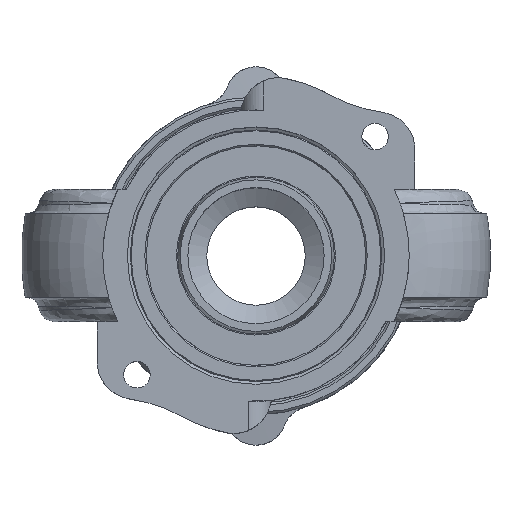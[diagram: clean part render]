
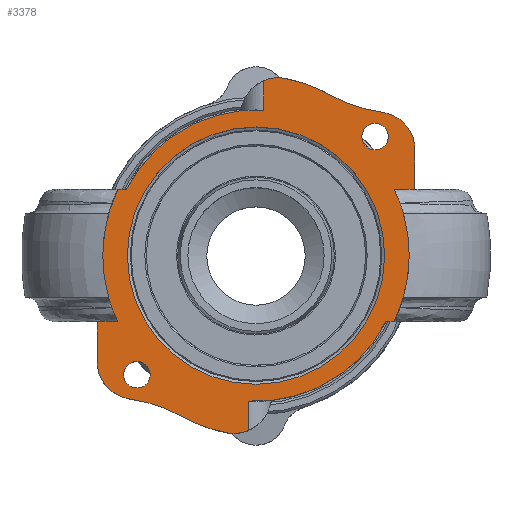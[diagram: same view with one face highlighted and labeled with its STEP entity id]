
A CAD part, top view. The second image highlights one B-rep face of the part: STEP entity #3378.
In plain terms, the highlighted planar face has unit normal (0, 0, 1).
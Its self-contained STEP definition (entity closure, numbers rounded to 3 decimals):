
#233=FACE_BOUND('',#526,.T.);
#234=FACE_BOUND('',#527,.T.);
#235=FACE_BOUND('',#528,.T.);
#260=PLANE('',#3780);
#337=FACE_OUTER_BOUND('',#525,.T.);
#525=EDGE_LOOP('',(#2199,#2200,#2201,#2202,#2203,#2204,#2205,#2206,#2207,
#2208,#2209,#2210,#2211,#2212,#2213,#2214,#2215,#2216,#2217,#2218,#2219,
#2220,#2221,#2222));
#526=EDGE_LOOP('',(#2223));
#527=EDGE_LOOP('',(#2224));
#528=EDGE_LOOP('',(#2225,#2226));
#739=LINE('',#5388,#894);
#740=LINE('',#5392,#895);
#741=LINE('',#5396,#896);
#742=LINE('',#5398,#897);
#743=LINE('',#5407,#898);
#744=LINE('',#5409,#899);
#745=LINE('',#5413,#900);
#746=LINE('',#5417,#901);
#747=LINE('',#5419,#902);
#748=LINE('',#5428,#903);
#894=VECTOR('',#4245,10.);
#895=VECTOR('',#4248,10.);
#896=VECTOR('',#4251,10.);
#897=VECTOR('',#4252,10.);
#898=VECTOR('',#4261,10.);
#899=VECTOR('',#4262,10.);
#900=VECTOR('',#4265,10.);
#901=VECTOR('',#4268,10.);
#902=VECTOR('',#4269,10.);
#903=VECTOR('',#4278,10.);
#1031=CIRCLE('',#3740,1.75);
#1033=CIRCLE('',#3743,1.75);
#1044=CIRCLE('',#3759,17.);
#1045=CIRCLE('',#3760,17.);
#1054=CIRCLE('',#3774,19.247);
#1059=CIRCLE('',#3781,19.247);
#1060=CIRCLE('',#3782,20.25);
#1061=CIRCLE('',#3783,22.);
#1062=CIRCLE('',#3784,5.);
#1063=CIRCLE('',#3785,20.);
#1064=CIRCLE('',#3786,20.);
#1065=CIRCLE('',#3787,5.);
#1066=CIRCLE('',#3788,20.25);
#1067=CIRCLE('',#3789,22.);
#1068=CIRCLE('',#3790,5.);
#1069=CIRCLE('',#3791,20.);
#1070=CIRCLE('',#3792,20.);
#1071=CIRCLE('',#3793,5.);
#1253=VERTEX_POINT('',#5092);
#1255=VERTEX_POINT('',#5098);
#1266=VERTEX_POINT('',#5129);
#1267=VERTEX_POINT('',#5130);
#1289=VERTEX_POINT('',#5252);
#1290=VERTEX_POINT('',#5254);
#1306=VERTEX_POINT('',#5384);
#1307=VERTEX_POINT('',#5385);
#1308=VERTEX_POINT('',#5387);
#1309=VERTEX_POINT('',#5389);
#1310=VERTEX_POINT('',#5391);
#1311=VERTEX_POINT('',#5393);
#1312=VERTEX_POINT('',#5395);
#1313=VERTEX_POINT('',#5397);
#1314=VERTEX_POINT('',#5399);
#1315=VERTEX_POINT('',#5401);
#1316=VERTEX_POINT('',#5403);
#1317=VERTEX_POINT('',#5405);
#1318=VERTEX_POINT('',#5408);
#1319=VERTEX_POINT('',#5410);
#1320=VERTEX_POINT('',#5412);
#1321=VERTEX_POINT('',#5414);
#1322=VERTEX_POINT('',#5416);
#1323=VERTEX_POINT('',#5418);
#1324=VERTEX_POINT('',#5420);
#1325=VERTEX_POINT('',#5422);
#1326=VERTEX_POINT('',#5424);
#1327=VERTEX_POINT('',#5426);
#1601=EDGE_CURVE('',#1253,#1253,#1031,.T.);
#1604=EDGE_CURVE('',#1255,#1255,#1033,.T.);
#1619=EDGE_CURVE('',#1266,#1267,#1044,.T.);
#1620=EDGE_CURVE('',#1267,#1266,#1045,.T.);
#1647=EDGE_CURVE('',#1289,#1290,#1054,.T.);
#1665=EDGE_CURVE('',#1306,#1307,#1059,.T.);
#1666=EDGE_CURVE('',#1308,#1306,#739,.T.);
#1667=EDGE_CURVE('',#1309,#1308,#1060,.T.);
#1668=EDGE_CURVE('',#1309,#1310,#740,.T.);
#1669=EDGE_CURVE('',#1311,#1310,#1061,.T.);
#1670=EDGE_CURVE('',#1311,#1312,#741,.T.);
#1671=EDGE_CURVE('',#1312,#1313,#742,.T.);
#1672=EDGE_CURVE('',#1313,#1314,#1062,.T.);
#1673=EDGE_CURVE('',#1314,#1315,#1063,.T.);
#1674=EDGE_CURVE('',#1315,#1316,#1064,.T.);
#1675=EDGE_CURVE('',#1316,#1317,#1065,.T.);
#1676=EDGE_CURVE('',#1290,#1317,#743,.T.);
#1677=EDGE_CURVE('',#1318,#1289,#744,.T.);
#1678=EDGE_CURVE('',#1319,#1318,#1066,.T.);
#1679=EDGE_CURVE('',#1319,#1320,#745,.T.);
#1680=EDGE_CURVE('',#1321,#1320,#1067,.T.);
#1681=EDGE_CURVE('',#1321,#1322,#746,.T.);
#1682=EDGE_CURVE('',#1322,#1323,#747,.T.);
#1683=EDGE_CURVE('',#1323,#1324,#1068,.T.);
#1684=EDGE_CURVE('',#1324,#1325,#1069,.T.);
#1685=EDGE_CURVE('',#1325,#1326,#1070,.T.);
#1686=EDGE_CURVE('',#1326,#1327,#1071,.T.);
#1687=EDGE_CURVE('',#1307,#1327,#748,.T.);
#2199=ORIENTED_EDGE('',*,*,#1665,.F.);
#2200=ORIENTED_EDGE('',*,*,#1666,.F.);
#2201=ORIENTED_EDGE('',*,*,#1667,.F.);
#2202=ORIENTED_EDGE('',*,*,#1668,.T.);
#2203=ORIENTED_EDGE('',*,*,#1669,.F.);
#2204=ORIENTED_EDGE('',*,*,#1670,.T.);
#2205=ORIENTED_EDGE('',*,*,#1671,.T.);
#2206=ORIENTED_EDGE('',*,*,#1672,.T.);
#2207=ORIENTED_EDGE('',*,*,#1673,.T.);
#2208=ORIENTED_EDGE('',*,*,#1674,.T.);
#2209=ORIENTED_EDGE('',*,*,#1675,.T.);
#2210=ORIENTED_EDGE('',*,*,#1676,.F.);
#2211=ORIENTED_EDGE('',*,*,#1647,.F.);
#2212=ORIENTED_EDGE('',*,*,#1677,.F.);
#2213=ORIENTED_EDGE('',*,*,#1678,.F.);
#2214=ORIENTED_EDGE('',*,*,#1679,.T.);
#2215=ORIENTED_EDGE('',*,*,#1680,.F.);
#2216=ORIENTED_EDGE('',*,*,#1681,.T.);
#2217=ORIENTED_EDGE('',*,*,#1682,.T.);
#2218=ORIENTED_EDGE('',*,*,#1683,.T.);
#2219=ORIENTED_EDGE('',*,*,#1684,.T.);
#2220=ORIENTED_EDGE('',*,*,#1685,.T.);
#2221=ORIENTED_EDGE('',*,*,#1686,.T.);
#2222=ORIENTED_EDGE('',*,*,#1687,.F.);
#2223=ORIENTED_EDGE('',*,*,#1601,.T.);
#2224=ORIENTED_EDGE('',*,*,#1604,.T.);
#2225=ORIENTED_EDGE('',*,*,#1619,.T.);
#2226=ORIENTED_EDGE('',*,*,#1620,.T.);
#3378=ADVANCED_FACE('',(#337,#233,#234,#235),#260,.F.);
#3740=AXIS2_PLACEMENT_3D('',#5093,#4143,#4144);
#3743=AXIS2_PLACEMENT_3D('',#5099,#4150,#4151);
#3759=AXIS2_PLACEMENT_3D('',#5131,#4186,#4187);
#3760=AXIS2_PLACEMENT_3D('',#5132,#4188,#4189);
#3774=AXIS2_PLACEMENT_3D('',#5255,#4226,#4227);
#3780=AXIS2_PLACEMENT_3D('',#5383,#4241,#4242);
#3781=AXIS2_PLACEMENT_3D('',#5386,#4243,#4244);
#3782=AXIS2_PLACEMENT_3D('',#5390,#4246,#4247);
#3783=AXIS2_PLACEMENT_3D('',#5394,#4249,#4250);
#3784=AXIS2_PLACEMENT_3D('',#5400,#4253,#4254);
#3785=AXIS2_PLACEMENT_3D('',#5402,#4255,#4256);
#3786=AXIS2_PLACEMENT_3D('',#5404,#4257,#4258);
#3787=AXIS2_PLACEMENT_3D('',#5406,#4259,#4260);
#3788=AXIS2_PLACEMENT_3D('',#5411,#4263,#4264);
#3789=AXIS2_PLACEMENT_3D('',#5415,#4266,#4267);
#3790=AXIS2_PLACEMENT_3D('',#5421,#4270,#4271);
#3791=AXIS2_PLACEMENT_3D('',#5423,#4272,#4273);
#3792=AXIS2_PLACEMENT_3D('',#5425,#4274,#4275);
#3793=AXIS2_PLACEMENT_3D('',#5427,#4276,#4277);
#4143=DIRECTION('center_axis',(0.,0.,-1.));
#4144=DIRECTION('ref_axis',(-1.,0.,0.));
#4150=DIRECTION('center_axis',(0.,0.,-1.));
#4151=DIRECTION('ref_axis',(-1.,0.,0.));
#4186=DIRECTION('center_axis',(0.,0.,-1.));
#4187=DIRECTION('ref_axis',(0.,-1.,0.));
#4188=DIRECTION('center_axis',(0.,0.,-1.));
#4189=DIRECTION('ref_axis',(0.,-1.,0.));
#4226=DIRECTION('center_axis',(0.,0.,-1.));
#4227=DIRECTION('ref_axis',(-1.,0.,0.));
#4241=DIRECTION('center_axis',(0.,0.,-1.));
#4242=DIRECTION('ref_axis',(-1.,0.,0.));
#4243=DIRECTION('center_axis',(0.,0.,-1.));
#4244=DIRECTION('ref_axis',(-1.,0.,0.));
#4245=DIRECTION('',(-1.,0.,0.));
#4246=DIRECTION('center_axis',(0.,0.,-1.));
#4247=DIRECTION('ref_axis',(-1.,0.,0.));
#4248=DIRECTION('',(1.,0.,0.));
#4249=DIRECTION('center_axis',(0.,0.,-1.));
#4250=DIRECTION('ref_axis',(0.988,0.152,0.));
#4251=DIRECTION('',(1.,0.,0.));
#4252=DIRECTION('',(0.,1.,0.));
#4253=DIRECTION('center_axis',(0.,0.,1.));
#4254=DIRECTION('ref_axis',(1.,0.,0.));
#4255=DIRECTION('center_axis',(0.,0.,-1.));
#4256=DIRECTION('ref_axis',(0.486,0.874,0.));
#4257=DIRECTION('center_axis',(0.,0.,1.));
#4258=DIRECTION('ref_axis',(-0.25,-0.968,0.));
#4259=DIRECTION('center_axis',(0.,0.,1.));
#4260=DIRECTION('ref_axis',(0.197,0.98,0.));
#4261=DIRECTION('',(0.,1.,0.));
#4262=DIRECTION('',(1.,0.,0.));
#4263=DIRECTION('center_axis',(0.,0.,-1.));
#4264=DIRECTION('ref_axis',(-1.,0.,0.));
#4265=DIRECTION('',(-1.,0.,0.));
#4266=DIRECTION('center_axis',(0.,0.,-1.));
#4267=DIRECTION('ref_axis',(-0.988,-0.152,0.));
#4268=DIRECTION('',(-1.,0.,0.));
#4269=DIRECTION('',(0.,-1.,0.));
#4270=DIRECTION('center_axis',(0.,0.,1.));
#4271=DIRECTION('ref_axis',(-1.,0.,0.));
#4272=DIRECTION('center_axis',(0.,0.,-1.));
#4273=DIRECTION('ref_axis',(-0.486,-0.874,0.));
#4274=DIRECTION('center_axis',(0.,0.,1.));
#4275=DIRECTION('ref_axis',(0.25,0.968,0.));
#4276=DIRECTION('center_axis',(0.,0.,1.));
#4277=DIRECTION('ref_axis',(-0.197,-0.98,0.));
#4278=DIRECTION('',(0.,-1.,0.));
#5092=CARTESIAN_POINT('',(17.483,15.733,-1.628));
#5093=CARTESIAN_POINT('Origin',(15.733,15.733,-1.628));
#5098=CARTESIAN_POINT('',(-13.983,-15.733,-1.628));
#5099=CARTESIAN_POINT('Origin',(-15.733,-15.733,-1.628));
#5129=CARTESIAN_POINT('',(0.,-17.,-1.628));
#5130=CARTESIAN_POINT('',(0.,17.,-1.628));
#5131=CARTESIAN_POINT('Origin',(0.,0.,-1.628));
#5132=CARTESIAN_POINT('Origin',(0.,0.,-1.628));
#5252=CARTESIAN_POINT('',(-17.143,8.75,-1.628));
#5254=CARTESIAN_POINT('',(1.,19.221,-1.628));
#5255=CARTESIAN_POINT('Origin',(0.,0.,-1.628));
#5383=CARTESIAN_POINT('Origin',(0.,0.,-1.628));
#5384=CARTESIAN_POINT('',(17.143,-8.75,-1.628));
#5385=CARTESIAN_POINT('',(-1.,-19.221,-1.628));
#5386=CARTESIAN_POINT('Origin',(0.,0.,-1.628));
#5387=CARTESIAN_POINT('',(18.262,-8.75,-1.628));
#5388=CARTESIAN_POINT('',(-18.846,-8.75,-1.628));
#5389=CARTESIAN_POINT('',(20.217,-1.15,-1.628));
#5390=CARTESIAN_POINT('Origin',(0.,0.,-1.628));
#5391=CARTESIAN_POINT('',(21.97,-1.15,-1.628));
#5392=CARTESIAN_POINT('',(0.,-1.15,-1.628));
#5393=CARTESIAN_POINT('',(20.185,8.75,-1.628));
#5394=CARTESIAN_POINT('Origin',(0.,0.,-1.628));
#5395=CARTESIAN_POINT('',(21.,8.75,-1.628));
#5396=CARTESIAN_POINT('',(-18.846,8.75,-1.628));
#5397=CARTESIAN_POINT('',(21.,13.984,-1.628));
#5398=CARTESIAN_POINT('',(21.,0.,-1.628));
#5399=CARTESIAN_POINT('',(16.691,18.936,-1.628));
#5400=CARTESIAN_POINT('Origin',(16.,13.984,-1.628));
#5401=CARTESIAN_POINT('',(9.728,21.27,-1.628));
#5402=CARTESIAN_POINT('Origin',(19.455,38.744,-1.628));
#5403=CARTESIAN_POINT('',(3.945,23.402,-1.628));
#5404=CARTESIAN_POINT('Origin',(0.,3.795,-1.628));
#5405=CARTESIAN_POINT('',(1.,23.1,-1.628));
#5406=CARTESIAN_POINT('Origin',(2.959,18.5,-1.628));
#5407=CARTESIAN_POINT('',(1.,30.5,-1.628));
#5408=CARTESIAN_POINT('',(-18.262,8.75,-1.628));
#5409=CARTESIAN_POINT('',(-18.846,8.75,-1.628));
#5410=CARTESIAN_POINT('',(-20.217,1.15,-1.628));
#5411=CARTESIAN_POINT('Origin',(0.,0.,-1.628));
#5412=CARTESIAN_POINT('',(-21.97,1.15,-1.628));
#5413=CARTESIAN_POINT('',(0.,1.15,-1.628));
#5414=CARTESIAN_POINT('',(-20.185,-8.75,-1.628));
#5415=CARTESIAN_POINT('Origin',(0.,0.,-1.628));
#5416=CARTESIAN_POINT('',(-21.,-8.75,-1.628));
#5417=CARTESIAN_POINT('',(-18.846,-8.75,-1.628));
#5418=CARTESIAN_POINT('',(-21.,-13.984,-1.628));
#5419=CARTESIAN_POINT('',(-21.,0.,-1.628));
#5420=CARTESIAN_POINT('',(-16.691,-18.936,-1.628));
#5421=CARTESIAN_POINT('Origin',(-16.,-13.984,-1.628));
#5422=CARTESIAN_POINT('',(-9.728,-21.27,-1.628));
#5423=CARTESIAN_POINT('Origin',(-19.455,-38.744,-1.628));
#5424=CARTESIAN_POINT('',(-3.945,-23.402,-1.628));
#5425=CARTESIAN_POINT('Origin',(0.,-3.795,
-1.628));
#5426=CARTESIAN_POINT('',(-1.,-23.1,-1.628));
#5427=CARTESIAN_POINT('Origin',(-2.959,-18.5,-1.628));
#5428=CARTESIAN_POINT('',(-1.,-47.25,-1.628));
